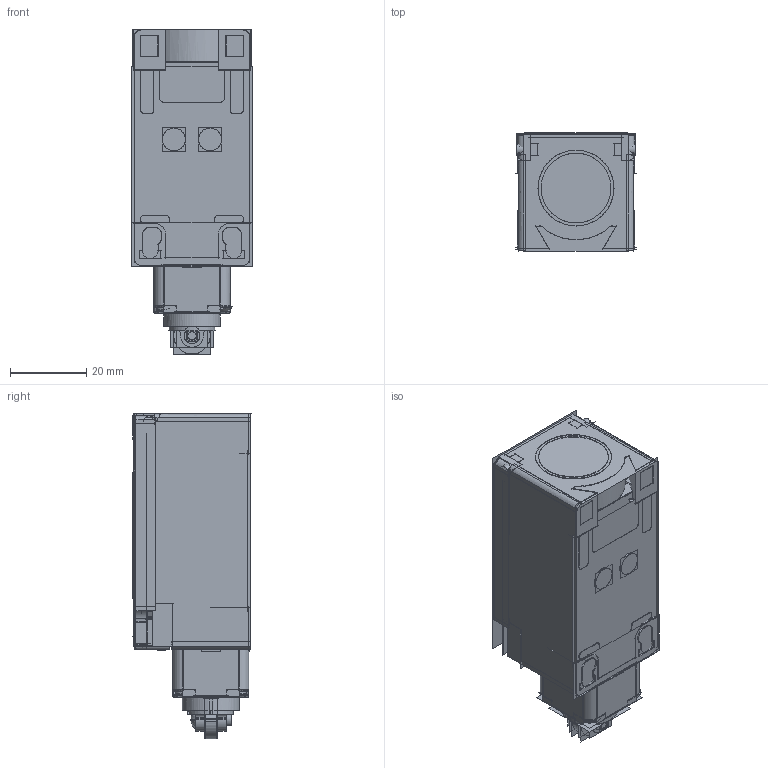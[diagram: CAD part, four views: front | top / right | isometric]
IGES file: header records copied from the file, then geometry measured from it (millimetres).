
Start section:  PTC IGES file: 212895.igs
Global section: file name: 212895.igs; native system: Creo Parametric by PTC Inc.; preprocessor: 2019292; author: PDMAdmin; organization: Unknown; date: 20191223.101403; units: millimetre
Bounding box: 31.72 x 31.14 x 85.71 mm (x, y, z)
Volume: 39172.7 mm3; surface area: 233052.2 mm2
Topology: 14 solids, 19 shells, 2634 faces, 15495 edges, 20888 vertices
Faces by surface type: bspline 1386, revolution 1248
